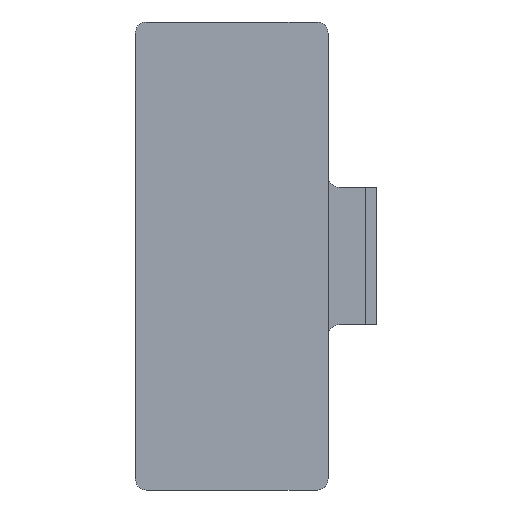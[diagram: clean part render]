
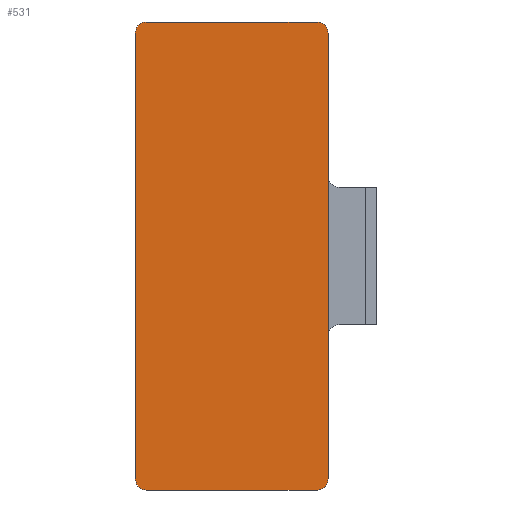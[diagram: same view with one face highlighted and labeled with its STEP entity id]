
A CAD part, front view. The second image highlights one B-rep face of the part: STEP entity #531.
In plain terms, the highlighted planar face has unit normal (0, -1, 0).
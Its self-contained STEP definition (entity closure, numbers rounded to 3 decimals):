
#32=PLANE('',#601);
#60=FACE_OUTER_BOUND('',#89,.T.);
#89=EDGE_LOOP('',(#485,#486,#487,#488,#489,#490,#491,#492));
#110=LINE('',#820,#163);
#123=LINE('',#857,#176);
#126=LINE('',#865,#179);
#128=LINE('',#871,#181);
#163=VECTOR('',#664,10.);
#176=VECTOR('',#695,10.);
#179=VECTOR('',#704,10.);
#181=VECTOR('',#712,10.);
#205=CIRCLE('',#570,2.);
#211=CIRCLE('',#579,2.);
#212=CIRCLE('',#582,2.);
#213=CIRCLE('',#585,2.);
#236=VERTEX_POINT('',#810);
#237=VERTEX_POINT('',#812);
#239=VERTEX_POINT('',#818);
#251=VERTEX_POINT('',#846);
#254=VERTEX_POINT('',#855);
#255=VERTEX_POINT('',#859);
#256=VERTEX_POINT('',#863);
#257=VERTEX_POINT('',#867);
#294=EDGE_CURVE('',#236,#237,#205,.T.);
#298=EDGE_CURVE('',#239,#236,#110,.T.);
#312=EDGE_CURVE('',#251,#239,#211,.T.);
#317=EDGE_CURVE('',#254,#251,#123,.T.);
#319=EDGE_CURVE('',#255,#254,#212,.T.);
#321=EDGE_CURVE('',#256,#255,#126,.T.);
#323=EDGE_CURVE('',#257,#256,#213,.T.);
#324=EDGE_CURVE('',#237,#257,#128,.T.);
#485=ORIENTED_EDGE('',*,*,#294,.F.);
#486=ORIENTED_EDGE('',*,*,#298,.F.);
#487=ORIENTED_EDGE('',*,*,#312,.F.);
#488=ORIENTED_EDGE('',*,*,#317,.F.);
#489=ORIENTED_EDGE('',*,*,#319,.F.);
#490=ORIENTED_EDGE('',*,*,#321,.F.);
#491=ORIENTED_EDGE('',*,*,#323,.F.);
#492=ORIENTED_EDGE('',*,*,#324,.F.);
#531=ADVANCED_FACE('',(#60),#32,.F.);
#570=AXIS2_PLACEMENT_3D('',#813,#657,#658);
#579=AXIS2_PLACEMENT_3D('',#848,#687,#688);
#582=AXIS2_PLACEMENT_3D('',#861,#699,#700);
#585=AXIS2_PLACEMENT_3D('',#869,#708,#709);
#601=AXIS2_PLACEMENT_3D('',#910,#755,#756);
#657=DIRECTION('center_axis',(0.,1.,0.));
#658=DIRECTION('ref_axis',(-0.707,0.,-0.707));
#664=DIRECTION('',(-1.,0.,0.));
#687=DIRECTION('center_axis',(0.,1.,0.));
#688=DIRECTION('ref_axis',(0.707,0.,-0.707));
#695=DIRECTION('',(0.,0.,-1.));
#699=DIRECTION('center_axis',(0.,1.,0.));
#700=DIRECTION('ref_axis',(0.707,0.,0.707));
#704=DIRECTION('',(1.,0.,0.));
#708=DIRECTION('center_axis',(0.,1.,0.));
#709=DIRECTION('ref_axis',(-0.707,0.,0.707));
#712=DIRECTION('',(0.,0.,1.));
#755=DIRECTION('center_axis',(0.,1.,0.));
#756=DIRECTION('ref_axis',(0.,0.,1.));
#810=CARTESIAN_POINT('',(-0.5,0.,-82.5));
#812=CARTESIAN_POINT('',(-2.5,0.,-80.5));
#813=CARTESIAN_POINT('Origin',(-0.5,0.,-80.5));
#818=CARTESIAN_POINT('',(30.5,0.,-82.5));
#820=CARTESIAN_POINT('',(32.5,0.,-82.5));
#846=CARTESIAN_POINT('',(32.5,0.,-80.5));
#848=CARTESIAN_POINT('Origin',(30.5,0.,-80.5));
#855=CARTESIAN_POINT('',(32.5,0.,0.5));
#857=CARTESIAN_POINT('',(32.5,0.,2.5));
#859=CARTESIAN_POINT('',(30.5,0.,2.5));
#861=CARTESIAN_POINT('Origin',(30.5,0.,0.5));
#863=CARTESIAN_POINT('',(-0.5,0.,2.5));
#865=CARTESIAN_POINT('',(-2.5,0.,2.5));
#867=CARTESIAN_POINT('',(-2.5,0.,0.5));
#869=CARTESIAN_POINT('Origin',(-0.5,0.,0.5));
#871=CARTESIAN_POINT('',(-2.5,0.,-82.5));
#910=CARTESIAN_POINT('Origin',(15.,0.,-40.));
